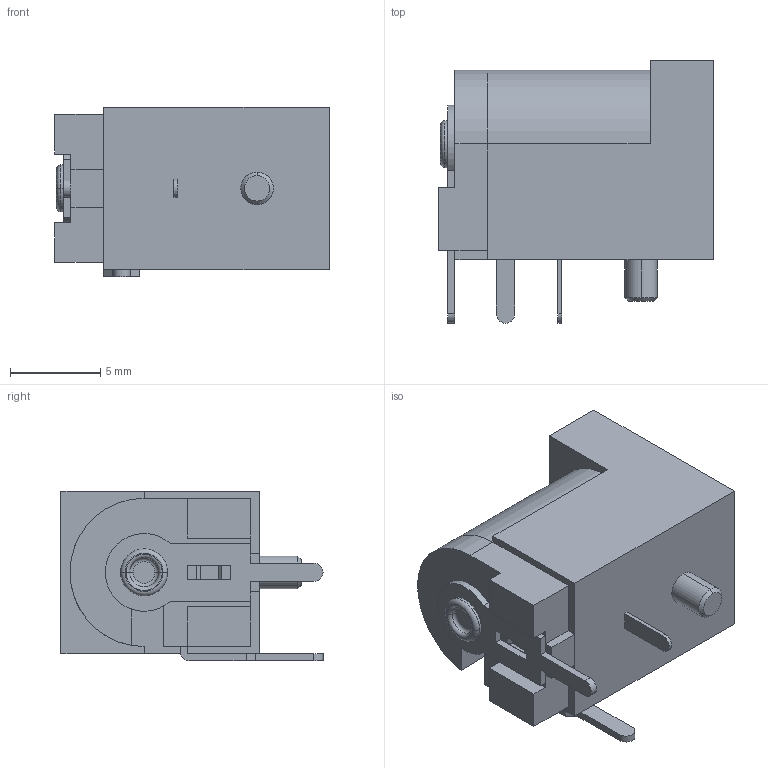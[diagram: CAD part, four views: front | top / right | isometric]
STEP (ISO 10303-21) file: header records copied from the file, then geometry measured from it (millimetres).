
FILE_DESCRIPTION (( 'STEP AP214' ), '1' );
FILE_NAME ('PJ-059BH.STEP', '2023-05-18T03:00:31', ( '' ), ( '' ), 'SwSTEP 2.0', 'SolidWorks 2021', '' );
FILE_SCHEMA (( 'AUTOMOTIVE_DESIGN' ));
Length unit declared in the file: millimetre
Products named in the file (1): PJ-059BH
Bounding box: 15.2 x 14.5 x 9.4 mm (x, y, z)
Volume: 1017.5 mm3; surface area: 1341.1 mm2
Topology: 6 solids, 6 shells, 121 faces, 306 edges, 201 vertices
Faces by surface type: plane 86, cylinder 25, torus 6, sphere 2, cone 2
Entity records: 3679 total; most frequent: CARTESIAN_POINT 629, DIRECTION 616, ORIENTED_EDGE 604, EDGE_CURVE 302, LINE 228, VECTOR 228, VERTEX_POINT 199, AXIS2_PLACEMENT_3D 194
